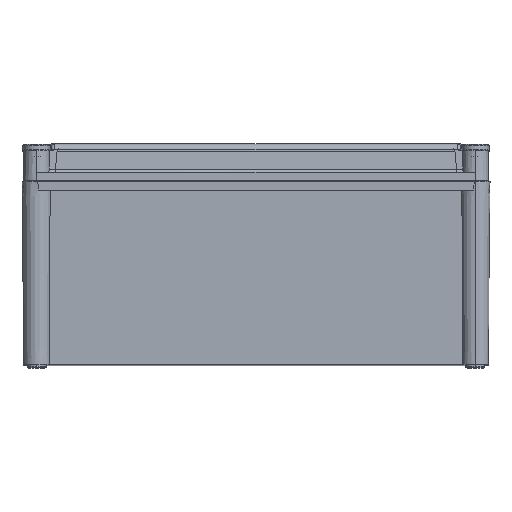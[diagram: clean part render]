
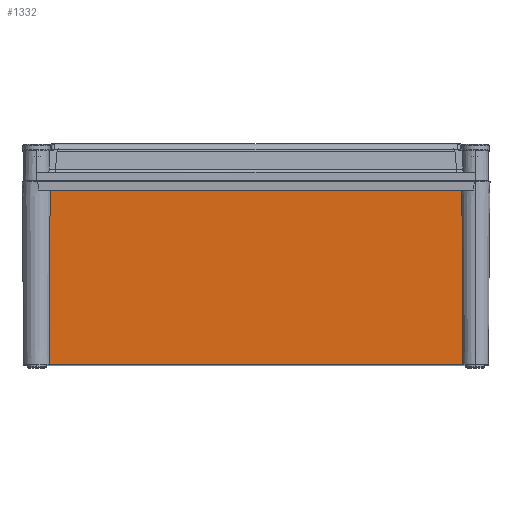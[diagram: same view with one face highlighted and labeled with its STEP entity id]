
A CAD part, top view. The second image highlights one B-rep face of the part: STEP entity #1332.
In plain terms, the highlighted planar face has unit normal (0, -0.009, 1).
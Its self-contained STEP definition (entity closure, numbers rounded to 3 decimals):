
#149 = FACE_OUTER_BOUND ( 'NONE', #14512, .T. ) ;
#233 = CARTESIAN_POINT ( 'NONE',  ( 167.067, 0., 271. ) ) ;
#734 = CARTESIAN_POINT ( 'NONE',  ( -166.269, 140.8, 272.229 ) ) ;
#1004 = VERTEX_POINT ( 'NONE', #233 ) ;
#1332 = ADVANCED_FACE ( 'NONE', ( #149 ), #8849, .T. ) ;
#1804 = CARTESIAN_POINT ( 'NONE',  ( 166.79, 46.933, 271.41 ) ) ;
#1948 = VERTEX_POINT ( 'NONE', #5766 ) ;
#3507 = EDGE_CURVE ( 'NONE', #19318, #1004, #3614, .T. ) ;
#3614 = B_SPLINE_CURVE_WITH_KNOTS ( 'NONE', 3,
 ( #16520, #18132, #1804, #19354 ),
 .UNSPECIFIED., .F., .F.,
 ( 4, 4 ),
 ( 0., 0.141 ),
 .UNSPECIFIED. ) ;
#3722 = ORIENTED_EDGE ( 'NONE', *, *, #3507, .F. ) ;
#5766 = CARTESIAN_POINT ( 'NONE',  ( -167.067, 0., 271. ) ) ;
#6010 = DIRECTION ( 'NONE',  ( 0., -1., -0.009 ) ) ;
#7028 = CARTESIAN_POINT ( 'NONE',  ( -166.525, 93.867, 271.819 ) ) ;
#7088 = B_SPLINE_CURVE_WITH_KNOTS ( 'NONE', 3,
 ( #8524, #13674, #7028, #15287 ),
 .UNSPECIFIED., .F., .F.,
 ( 4, 4 ),
 ( 0., 0.141 ),
 .UNSPECIFIED. ) ;
#7317 = DIRECTION ( 'NONE',  ( 1., 0., 0. ) ) ;
#7405 = CARTESIAN_POINT ( 'NONE',  ( -176., 0., 271. ) ) ;
#8022 = ORIENTED_EDGE ( 'NONE', *, *, #8523, .T. ) ;
#8523 = EDGE_CURVE ( 'NONE', #1948, #1004, #16786, .T. ) ;
#8524 = CARTESIAN_POINT ( 'NONE',  ( -167.067, 0., 271. ) ) ;
#8598 = CARTESIAN_POINT ( 'NONE',  ( 166.269, 140.8, 272.229 ) ) ;
#8849 = PLANE ( 'NONE',  #15934 ) ;
#9623 = EDGE_CURVE ( 'NONE', #18101, #19318, #13517, .T. ) ;
#10889 = DIRECTION ( 'NONE',  ( 1., 0., 0. ) ) ;
#10979 = EDGE_CURVE ( 'NONE', #1948, #18101, #7088, .T. ) ;
#11245 = ORIENTED_EDGE ( 'NONE', *, *, #9623, .F. ) ;
#12668 = CARTESIAN_POINT ( 'NONE',  ( -176., 0., 271. ) ) ;
#13413 = VECTOR ( 'NONE', #7317, 1000. ) ;
#13517 = LINE ( 'NONE', #15995, #13413 ) ;
#13674 = CARTESIAN_POINT ( 'NONE',  ( -166.79, 46.933, 271.41 ) ) ;
#14512 = EDGE_LOOP ( 'NONE', ( #11245, #15107, #8022, #3722 ) ) ;
#15107 = ORIENTED_EDGE ( 'NONE', *, *, #10979, .F. ) ;
#15287 = CARTESIAN_POINT ( 'NONE',  ( -166.269, 140.8, 272.229 ) ) ;
#15934 = AXIS2_PLACEMENT_3D ( 'NONE', #7405, #17124, #6010 ) ;
#15995 = CARTESIAN_POINT ( 'NONE',  ( -176., 140.8, 272.229 ) ) ;
#16520 = CARTESIAN_POINT ( 'NONE',  ( 166.269, 140.8, 272.229 ) ) ;
#16786 = LINE ( 'NONE', #12668, #17174 ) ;
#17124 = DIRECTION ( 'NONE',  ( 0., -0.009, 1. ) ) ;
#17174 = VECTOR ( 'NONE', #10889, 1000. ) ;
#18101 = VERTEX_POINT ( 'NONE', #734 ) ;
#18132 = CARTESIAN_POINT ( 'NONE',  ( 166.525, 93.867, 271.819 ) ) ;
#19318 = VERTEX_POINT ( 'NONE', #8598 ) ;
#19354 = CARTESIAN_POINT ( 'NONE',  ( 167.067, 0., 271. ) ) ;
